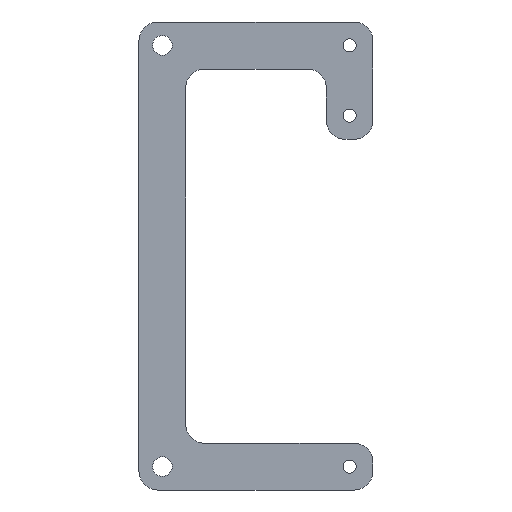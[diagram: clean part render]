
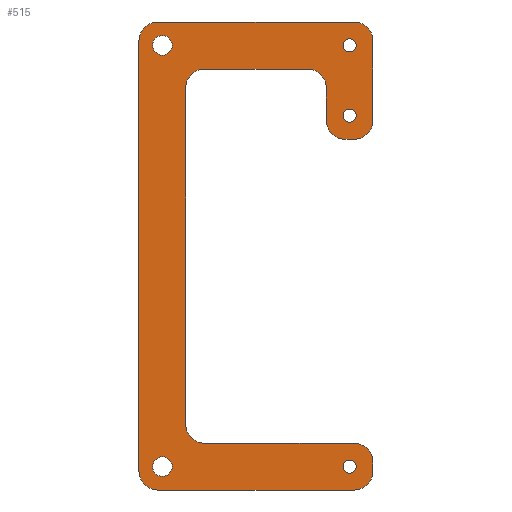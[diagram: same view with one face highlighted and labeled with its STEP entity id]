
A CAD part, front view. The second image highlights one B-rep face of the part: STEP entity #515.
In plain terms, the highlighted planar face has unit normal (0, -1, 0).
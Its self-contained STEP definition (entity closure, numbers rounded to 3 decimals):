
#15=FACE_BOUND('',#69,.T.);
#16=FACE_BOUND('',#70,.T.);
#17=FACE_BOUND('',#71,.T.);
#18=FACE_BOUND('',#72,.T.);
#19=FACE_BOUND('',#73,.T.);
#26=PLANE('',#562);
#41=FACE_OUTER_BOUND('',#68,.T.);
#68=EDGE_LOOP('',(#362,#363,#364,#365,#366,#367,#368,#369,#370,#371,#372,
#373,#374,#375,#376,#377,#378,#379,#380,#381));
#69=EDGE_LOOP('',(#382));
#70=EDGE_LOOP('',(#383));
#71=EDGE_LOOP('',(#384));
#72=EDGE_LOOP('',(#385));
#73=EDGE_LOOP('',(#386));
#106=LINE('',#791,#151);
#108=LINE('',#800,#153);
#109=LINE('',#804,#154);
#110=LINE('',#808,#155);
#111=LINE('',#812,#156);
#112=LINE('',#816,#157);
#113=LINE('',#820,#158);
#114=LINE('',#824,#159);
#115=LINE('',#828,#160);
#116=LINE('',#831,#161);
#151=VECTOR('',#630,10.);
#153=VECTOR('',#640,10.);
#154=VECTOR('',#643,10.);
#155=VECTOR('',#646,10.);
#156=VECTOR('',#649,10.);
#157=VECTOR('',#652,10.);
#158=VECTOR('',#655,10.);
#159=VECTOR('',#658,10.);
#160=VECTOR('',#661,10.);
#161=VECTOR('',#664,10.);
#192=CIRCLE('',#554,1.4);
#194=CIRCLE('',#557,4.);
#196=CIRCLE('',#561,4.);
#197=CIRCLE('',#563,4.);
#198=CIRCLE('',#564,4.);
#199=CIRCLE('',#565,4.);
#200=CIRCLE('',#566,4.);
#201=CIRCLE('',#567,4.);
#202=CIRCLE('',#568,4.);
#203=CIRCLE('',#569,4.);
#204=CIRCLE('',#570,4.);
#205=CIRCLE('',#571,1.4);
#206=CIRCLE('',#572,1.4);
#207=CIRCLE('',#573,2.1);
#208=CIRCLE('',#574,2.1);
#222=VERTEX_POINT('',#774);
#225=VERTEX_POINT('',#781);
#226=VERTEX_POINT('',#783);
#228=VERTEX_POINT('',#789);
#230=VERTEX_POINT('',#795);
#231=VERTEX_POINT('',#799);
#232=VERTEX_POINT('',#801);
#233=VERTEX_POINT('',#803);
#234=VERTEX_POINT('',#805);
#235=VERTEX_POINT('',#807);
#236=VERTEX_POINT('',#809);
#237=VERTEX_POINT('',#811);
#238=VERTEX_POINT('',#813);
#239=VERTEX_POINT('',#815);
#240=VERTEX_POINT('',#817);
#241=VERTEX_POINT('',#819);
#242=VERTEX_POINT('',#821);
#243=VERTEX_POINT('',#823);
#244=VERTEX_POINT('',#825);
#245=VERTEX_POINT('',#827);
#246=VERTEX_POINT('',#829);
#247=VERTEX_POINT('',#832);
#248=VERTEX_POINT('',#834);
#249=VERTEX_POINT('',#836);
#250=VERTEX_POINT('',#838);
#273=EDGE_CURVE('',#222,#222,#192,.T.);
#276=EDGE_CURVE('',#225,#226,#194,.T.);
#280=EDGE_CURVE('',#228,#225,#106,.T.);
#283=EDGE_CURVE('',#230,#228,#196,.T.);
#284=EDGE_CURVE('',#231,#230,#108,.T.);
#285=EDGE_CURVE('',#232,#231,#197,.T.);
#286=EDGE_CURVE('',#232,#233,#109,.T.);
#287=EDGE_CURVE('',#234,#233,#198,.T.);
#288=EDGE_CURVE('',#234,#235,#110,.T.);
#289=EDGE_CURVE('',#236,#235,#199,.T.);
#290=EDGE_CURVE('',#236,#237,#111,.T.);
#291=EDGE_CURVE('',#238,#237,#200,.T.);
#292=EDGE_CURVE('',#238,#239,#112,.T.);
#293=EDGE_CURVE('',#240,#239,#201,.T.);
#294=EDGE_CURVE('',#240,#241,#113,.T.);
#295=EDGE_CURVE('',#242,#241,#202,.T.);
#296=EDGE_CURVE('',#242,#243,#114,.T.);
#297=EDGE_CURVE('',#244,#243,#203,.T.);
#298=EDGE_CURVE('',#244,#245,#115,.T.);
#299=EDGE_CURVE('',#246,#245,#204,.T.);
#300=EDGE_CURVE('',#246,#226,#116,.T.);
#301=EDGE_CURVE('',#247,#247,#205,.T.);
#302=EDGE_CURVE('',#248,#248,#206,.T.);
#303=EDGE_CURVE('',#249,#249,#207,.T.);
#304=EDGE_CURVE('',#250,#250,#208,.T.);
#362=ORIENTED_EDGE('',*,*,#283,.F.);
#363=ORIENTED_EDGE('',*,*,#284,.F.);
#364=ORIENTED_EDGE('',*,*,#285,.F.);
#365=ORIENTED_EDGE('',*,*,#286,.T.);
#366=ORIENTED_EDGE('',*,*,#287,.F.);
#367=ORIENTED_EDGE('',*,*,#288,.T.);
#368=ORIENTED_EDGE('',*,*,#289,.F.);
#369=ORIENTED_EDGE('',*,*,#290,.T.);
#370=ORIENTED_EDGE('',*,*,#291,.F.);
#371=ORIENTED_EDGE('',*,*,#292,.T.);
#372=ORIENTED_EDGE('',*,*,#293,.F.);
#373=ORIENTED_EDGE('',*,*,#294,.T.);
#374=ORIENTED_EDGE('',*,*,#295,.F.);
#375=ORIENTED_EDGE('',*,*,#296,.T.);
#376=ORIENTED_EDGE('',*,*,#297,.F.);
#377=ORIENTED_EDGE('',*,*,#298,.T.);
#378=ORIENTED_EDGE('',*,*,#299,.F.);
#379=ORIENTED_EDGE('',*,*,#300,.T.);
#380=ORIENTED_EDGE('',*,*,#276,.F.);
#381=ORIENTED_EDGE('',*,*,#280,.F.);
#382=ORIENTED_EDGE('',*,*,#273,.T.);
#383=ORIENTED_EDGE('',*,*,#301,.T.);
#384=ORIENTED_EDGE('',*,*,#302,.T.);
#385=ORIENTED_EDGE('',*,*,#303,.T.);
#386=ORIENTED_EDGE('',*,*,#304,.T.);
#515=ADVANCED_FACE('',(#41,#15,#16,#17,#18,#19),#26,.F.);
#554=AXIS2_PLACEMENT_3D('',#776,#616,#617);
#557=AXIS2_PLACEMENT_3D('',#784,#623,#624);
#561=AXIS2_PLACEMENT_3D('',#797,#636,#637);
#562=AXIS2_PLACEMENT_3D('',#798,#638,#639);
#563=AXIS2_PLACEMENT_3D('',#802,#641,#642);
#564=AXIS2_PLACEMENT_3D('',#806,#644,#645);
#565=AXIS2_PLACEMENT_3D('',#810,#647,#648);
#566=AXIS2_PLACEMENT_3D('',#814,#650,#651);
#567=AXIS2_PLACEMENT_3D('',#818,#653,#654);
#568=AXIS2_PLACEMENT_3D('',#822,#656,#657);
#569=AXIS2_PLACEMENT_3D('',#826,#659,#660);
#570=AXIS2_PLACEMENT_3D('',#830,#662,#663);
#571=AXIS2_PLACEMENT_3D('',#833,#665,#666);
#572=AXIS2_PLACEMENT_3D('',#835,#667,#668);
#573=AXIS2_PLACEMENT_3D('',#837,#669,#670);
#574=AXIS2_PLACEMENT_3D('',#839,#671,#672);
#616=DIRECTION('center_axis',(0.,1.,0.));
#617=DIRECTION('ref_axis',(0.,0.,1.));
#623=DIRECTION('center_axis',(0.,-1.,0.));
#624=DIRECTION('ref_axis',(0.707,0.,0.707));
#630=DIRECTION('',(0.,0.,1.));
#636=DIRECTION('center_axis',(0.,1.,0.));
#637=DIRECTION('ref_axis',(-0.707,0.,-0.707));
#638=DIRECTION('center_axis',(0.,1.,0.));
#639=DIRECTION('ref_axis',(0.,0.,1.));
#640=DIRECTION('',(-1.,0.,0.));
#641=DIRECTION('center_axis',(0.,1.,0.));
#642=DIRECTION('ref_axis',(0.707,0.,-0.707));
#643=DIRECTION('',(0.,0.,1.));
#644=DIRECTION('center_axis',(0.,1.,0.));
#645=DIRECTION('ref_axis',(0.707,0.,0.707));
#646=DIRECTION('',(-1.,0.,0.));
#647=DIRECTION('center_axis',(0.,1.,0.));
#648=DIRECTION('ref_axis',(-0.707,0.,0.707));
#649=DIRECTION('',(0.,0.,-1.));
#650=DIRECTION('center_axis',(0.,1.,0.));
#651=DIRECTION('ref_axis',(-0.707,0.,-0.707));
#652=DIRECTION('',(1.,0.,0.));
#653=DIRECTION('center_axis',(0.,1.,0.));
#654=DIRECTION('ref_axis',(0.707,0.,-0.707));
#655=DIRECTION('',(0.,0.,1.));
#656=DIRECTION('center_axis',(0.,1.,0.));
#657=DIRECTION('ref_axis',(0.707,0.,0.707));
#658=DIRECTION('',(-1.,0.,0.));
#659=DIRECTION('center_axis',(0.,-1.,0.));
#660=DIRECTION('ref_axis',(-0.707,0.,-0.707));
#661=DIRECTION('',(0.,0.,1.));
#662=DIRECTION('center_axis',(0.,-1.,0.));
#663=DIRECTION('ref_axis',(-0.707,0.,0.707));
#664=DIRECTION('',(1.,0.,0.));
#665=DIRECTION('center_axis',(0.,1.,0.));
#666=DIRECTION('ref_axis',(0.,0.,1.));
#667=DIRECTION('center_axis',(0.,1.,0.));
#668=DIRECTION('ref_axis',(0.,0.,1.));
#669=DIRECTION('center_axis',(0.,1.,0.));
#670=DIRECTION('ref_axis',(0.,0.,1.));
#671=DIRECTION('center_axis',(0.,1.,0.));
#672=DIRECTION('ref_axis',(0.,0.,1.));
#774=CARTESIAN_POINT('',(45.009,0.,78.596));
#776=CARTESIAN_POINT('Origin',(45.009,0.,79.996));
#781=CARTESIAN_POINT('',(40.,0.,85.947));
#783=CARTESIAN_POINT('',(36.,0.,89.947));
#784=CARTESIAN_POINT('Origin',(36.,0.,85.947));
#789=CARTESIAN_POINT('',(40.,0.,78.947));
#791=CARTESIAN_POINT('',(40.,0.,82.447));
#795=CARTESIAN_POINT('',(44.,0.,74.947));
#797=CARTESIAN_POINT('Origin',(44.,0.,78.947));
#798=CARTESIAN_POINT('Origin',(25.,0.,50.));
#799=CARTESIAN_POINT('',(46.,0.,74.947));
#800=CARTESIAN_POINT('',(45.,0.,74.947));
#801=CARTESIAN_POINT('',(50.,0.,78.947));
#802=CARTESIAN_POINT('Origin',(46.,0.,78.947));
#803=CARTESIAN_POINT('',(50.,0.,96.));
#804=CARTESIAN_POINT('',(50.,0.,82.447));
#805=CARTESIAN_POINT('',(46.,0.,100.));
#806=CARTESIAN_POINT('Origin',(46.,0.,96.));
#807=CARTESIAN_POINT('',(4.,0.,100.));
#808=CARTESIAN_POINT('',(25.,0.,100.));
#809=CARTESIAN_POINT('',(0.,0.,96.));
#810=CARTESIAN_POINT('Origin',(4.,0.,96.));
#811=CARTESIAN_POINT('',(0.,0.,4.));
#812=CARTESIAN_POINT('',(0.,0.,50.));
#813=CARTESIAN_POINT('',(4.,0.,0.));
#814=CARTESIAN_POINT('Origin',(4.,0.,4.));
#815=CARTESIAN_POINT('',(46.,0.,0.));
#816=CARTESIAN_POINT('',(25.,0.,0.));
#817=CARTESIAN_POINT('',(50.,0.,4.));
#818=CARTESIAN_POINT('Origin',(46.,0.,4.));
#819=CARTESIAN_POINT('',(50.,0.,6.));
#820=CARTESIAN_POINT('',(50.,0.,50.));
#821=CARTESIAN_POINT('',(46.,0.,10.));
#822=CARTESIAN_POINT('Origin',(46.,0.,6.));
#823=CARTESIAN_POINT('',(14.,0.,10.));
#824=CARTESIAN_POINT('',(27.5,0.,10.));
#825=CARTESIAN_POINT('',(10.,0.,14.));
#826=CARTESIAN_POINT('Origin',(14.,0.,14.));
#827=CARTESIAN_POINT('',(10.,0.,85.947));
#828=CARTESIAN_POINT('',(10.,0.,49.987));
#829=CARTESIAN_POINT('',(14.,0.,89.947));
#830=CARTESIAN_POINT('Origin',(14.,0.,85.947));
#831=CARTESIAN_POINT('',(27.5,0.,89.947));
#832=CARTESIAN_POINT('',(45.001,0.,93.603));
#833=CARTESIAN_POINT('Origin',(45.001,0.,95.003));
#834=CARTESIAN_POINT('',(44.996,0.,3.596));
#835=CARTESIAN_POINT('Origin',(44.996,0.,4.996));
#836=CARTESIAN_POINT('',(5.006,0.,92.908));
#837=CARTESIAN_POINT('Origin',(5.006,0.,95.008));
#838=CARTESIAN_POINT('',(5.,0.,2.9));
#839=CARTESIAN_POINT('Origin',(5.,0.,5.));
